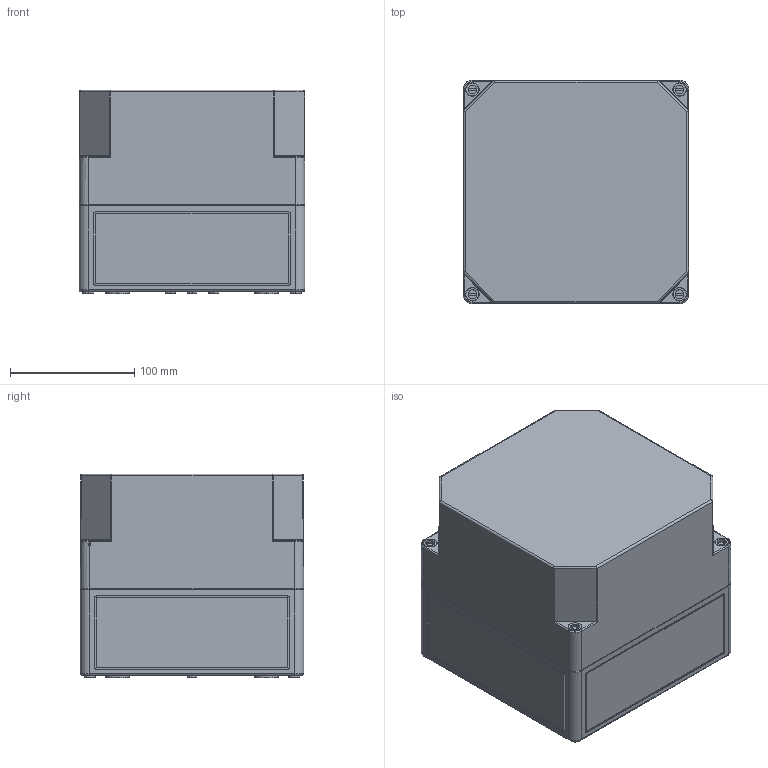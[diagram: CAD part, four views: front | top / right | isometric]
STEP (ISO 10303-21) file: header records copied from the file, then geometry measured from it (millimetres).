
FILE_DESCRIPTION (( 'STEP AP203' ), '1' );
FILE_NAME ('60181832.step', '2014-12-03T14:59:39', ( 'Windows-Benutzer' ), ( '' ), 'SwSTEP 2.0', 'SolidWorks 2014', '' );
FILE_SCHEMA (( 'CONFIG_CONTROL_DESIGN' ));
Length unit declared in the file: millimetre
Products named in the file (4): Schraube_TK58mm-schwarz60181832; 60181832; Kasten_TK1818-o60181832; Deckel_TK1818-16-t60181832
Assembly tree (6 placements, depth 2):
  60181832
    Kasten_TK1818-o60181832
    Deckel_TK1818-16-t60181832
    Schraube_TK58mm-schwarz60181832  x4
Bounding box: 182 x 180 x 164.2 mm (x, y, z)
Volume: 656364.9 mm3; surface area: 384972.2 mm2
Topology: 6 solids, 6 shells, 963 faces, 2445 edges, 1598 vertices
Faces by surface type: plane 573, cylinder 298, cone 76, torus 16
Entity records: 22599 total; most frequent: CARTESIAN_POINT 4110, DIRECTION 3875, ORIENTED_EDGE 3690, EDGE_CURVE 1845, AXIS2_PLACEMENT_3D 1371, VERTEX_POINT 1202, LINE 1133, VECTOR 1133
